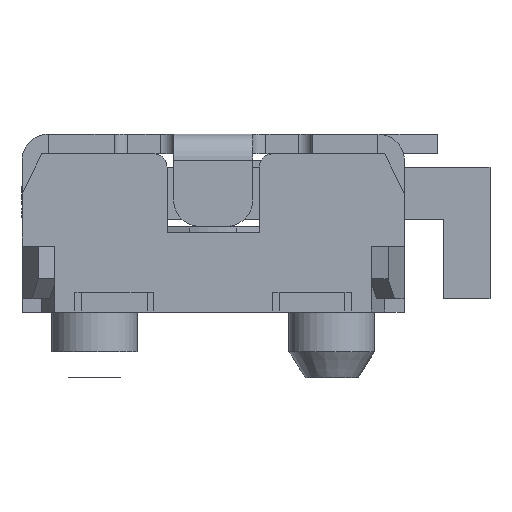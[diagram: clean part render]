
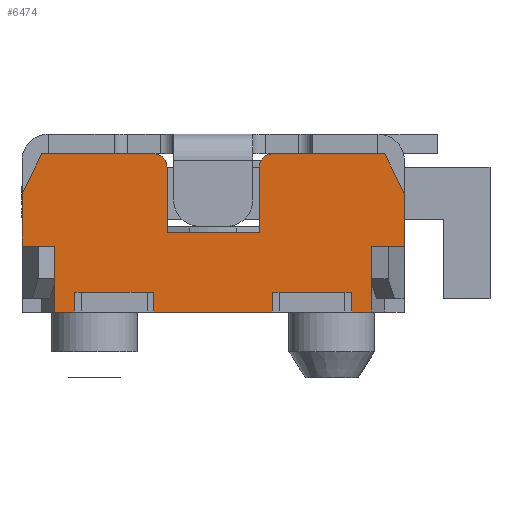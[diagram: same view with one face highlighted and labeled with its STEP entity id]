
A CAD part, left-side view. The second image highlights one B-rep face of the part: STEP entity #6474.
In plain terms, the highlighted planar face has unit normal (-1, 0, 0).
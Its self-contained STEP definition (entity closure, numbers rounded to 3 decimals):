
#522=LINE('',#9826,#1343);
#547=LINE('',#9875,#1368);
#559=LINE('',#9898,#1380);
#704=LINE('',#10245,#1525);
#707=LINE('',#10251,#1528);
#710=LINE('',#10255,#1531);
#711=LINE('',#10259,#1532);
#712=LINE('',#10260,#1533);
#713=LINE('',#10262,#1534);
#714=LINE('',#10264,#1535);
#715=LINE('',#10266,#1536);
#716=LINE('',#10270,#1537);
#717=LINE('',#10272,#1538);
#718=LINE('',#10274,#1539);
#719=LINE('',#10277,#1540);
#720=LINE('',#10278,#1541);
#721=LINE('',#10280,#1542);
#722=LINE('',#10282,#1543);
#723=LINE('',#10284,#1544);
#724=LINE('',#10286,#1545);
#725=LINE('',#10288,#1546);
#726=LINE('',#10289,#1547);
#1343=VECTOR('',#7990,10.);
#1368=VECTOR('',#8031,10.);
#1380=VECTOR('',#8053,10.);
#1525=VECTOR('',#8380,10.);
#1528=VECTOR('',#8385,10.);
#1531=VECTOR('',#8390,10.);
#1532=VECTOR('',#8395,10.);
#1533=VECTOR('',#8396,10.);
#1534=VECTOR('',#8397,10.);
#1535=VECTOR('',#8398,10.);
#1536=VECTOR('',#8399,10.);
#1537=VECTOR('',#8402,10.);
#1538=VECTOR('',#8403,10.);
#1539=VECTOR('',#8404,10.);
#1540=VECTOR('',#8407,10.);
#1541=VECTOR('',#8408,10.);
#1542=VECTOR('',#8409,10.);
#1543=VECTOR('',#8410,10.);
#1544=VECTOR('',#8411,10.);
#1545=VECTOR('',#8412,10.);
#1546=VECTOR('',#8413,10.);
#1547=VECTOR('',#8414,10.);
#1964=FACE_OUTER_BOUND('',#2288,.T.);
#2288=EDGE_LOOP('',(#5433,#5434,#5435,#5436,#5437,#5438,#5439,#5440,#5441,
#5442,#5443,#5444,#5445,#5446,#5447,#5448,#5449,#5450,#5451,#5452,#5453,
#5454,#5455,#5456));
#2500=CIRCLE('',#6944,0.1);
#2501=CIRCLE('',#6945,0.1);
#2866=VERTEX_POINT('',#9823);
#2867=VERTEX_POINT('',#9825);
#2882=VERTEX_POINT('',#9872);
#2883=VERTEX_POINT('',#9874);
#2888=VERTEX_POINT('',#9895);
#2889=VERTEX_POINT('',#9897);
#2997=VERTEX_POINT('',#10236);
#2998=VERTEX_POINT('',#10237);
#3000=VERTEX_POINT('',#10244);
#3002=VERTEX_POINT('',#10250);
#3003=VERTEX_POINT('',#10258);
#3004=VERTEX_POINT('',#10261);
#3005=VERTEX_POINT('',#10263);
#3006=VERTEX_POINT('',#10265);
#3007=VERTEX_POINT('',#10267);
#3008=VERTEX_POINT('',#10269);
#3009=VERTEX_POINT('',#10271);
#3010=VERTEX_POINT('',#10273);
#3011=VERTEX_POINT('',#10276);
#3012=VERTEX_POINT('',#10279);
#3013=VERTEX_POINT('',#10281);
#3014=VERTEX_POINT('',#10283);
#3015=VERTEX_POINT('',#10285);
#3016=VERTEX_POINT('',#10287);
#3645=EDGE_CURVE('',#2867,#2866,#522,.T.);
#3671=EDGE_CURVE('',#2883,#2882,#547,.T.);
#3683=EDGE_CURVE('',#2889,#2888,#559,.T.);
#3861=EDGE_CURVE('',#2997,#3000,#704,.T.);
#3864=EDGE_CURVE('',#3000,#3002,#707,.T.);
#3867=EDGE_CURVE('',#3002,#2998,#710,.T.);
#3868=EDGE_CURVE('',#2998,#3003,#711,.T.);
#3869=EDGE_CURVE('',#3003,#2883,#712,.T.);
#3870=EDGE_CURVE('',#2882,#3004,#713,.T.);
#3871=EDGE_CURVE('',#3004,#3005,#714,.T.);
#3872=EDGE_CURVE('',#3005,#3006,#715,.T.);
#3873=EDGE_CURVE('',#3007,#3006,#2500,.T.);
#3874=EDGE_CURVE('',#3007,#3008,#716,.T.);
#3875=EDGE_CURVE('',#3008,#3009,#717,.T.);
#3876=EDGE_CURVE('',#3009,#3010,#718,.T.);
#3877=EDGE_CURVE('',#2867,#3010,#2501,.T.);
#3878=EDGE_CURVE('',#2866,#3011,#719,.T.);
#3879=EDGE_CURVE('',#3011,#2889,#720,.T.);
#3880=EDGE_CURVE('',#2888,#3012,#721,.T.);
#3881=EDGE_CURVE('',#3012,#3013,#722,.T.);
#3882=EDGE_CURVE('',#3013,#3014,#723,.T.);
#3883=EDGE_CURVE('',#3014,#3015,#724,.T.);
#3884=EDGE_CURVE('',#3015,#3016,#725,.T.);
#3885=EDGE_CURVE('',#3016,#2997,#726,.T.);
#5433=ORIENTED_EDGE('',*,*,#3861,.T.);
#5434=ORIENTED_EDGE('',*,*,#3864,.T.);
#5435=ORIENTED_EDGE('',*,*,#3867,.T.);
#5436=ORIENTED_EDGE('',*,*,#3868,.T.);
#5437=ORIENTED_EDGE('',*,*,#3869,.T.);
#5438=ORIENTED_EDGE('',*,*,#3671,.T.);
#5439=ORIENTED_EDGE('',*,*,#3870,.T.);
#5440=ORIENTED_EDGE('',*,*,#3871,.T.);
#5441=ORIENTED_EDGE('',*,*,#3872,.T.);
#5442=ORIENTED_EDGE('',*,*,#3873,.F.);
#5443=ORIENTED_EDGE('',*,*,#3874,.T.);
#5444=ORIENTED_EDGE('',*,*,#3875,.T.);
#5445=ORIENTED_EDGE('',*,*,#3876,.T.);
#5446=ORIENTED_EDGE('',*,*,#3877,.F.);
#5447=ORIENTED_EDGE('',*,*,#3645,.T.);
#5448=ORIENTED_EDGE('',*,*,#3878,.T.);
#5449=ORIENTED_EDGE('',*,*,#3879,.T.);
#5450=ORIENTED_EDGE('',*,*,#3683,.T.);
#5451=ORIENTED_EDGE('',*,*,#3880,.T.);
#5452=ORIENTED_EDGE('',*,*,#3881,.T.);
#5453=ORIENTED_EDGE('',*,*,#3882,.T.);
#5454=ORIENTED_EDGE('',*,*,#3883,.T.);
#5455=ORIENTED_EDGE('',*,*,#3884,.T.);
#5456=ORIENTED_EDGE('',*,*,#3885,.T.);
#6157=PLANE('',#6943);
#6474=ADVANCED_FACE('',(#1964),#6157,.T.);
#6943=AXIS2_PLACEMENT_3D('',#10257,#8393,#8394);
#6944=AXIS2_PLACEMENT_3D('',#10268,#8400,#8401);
#6945=AXIS2_PLACEMENT_3D('',#10275,#8405,#8406);
#7990=DIRECTION('',(0.,1.,0.));
#8031=DIRECTION('',(0.,-1.,0.));
#8053=DIRECTION('',(0.,-1.,0.));
#8380=DIRECTION('',(0.,0.,1.));
#8385=DIRECTION('',(0.,-1.,0.));
#8390=DIRECTION('',(0.,0.,-1.));
#8393=DIRECTION('center_axis',(-1.,0.,0.));
#8394=DIRECTION('ref_axis',(0.,-1.,0.));
#8395=DIRECTION('',(0.,-1.,0.));
#8396=DIRECTION('',(0.,0.,1.));
#8397=DIRECTION('',(0.,0.,1.));
#8398=DIRECTION('',(0.,0.447,0.894));
#8399=DIRECTION('',(0.,1.,0.));
#8400=DIRECTION('center_axis',(1.,0.,0.));
#8401=DIRECTION('ref_axis',(0.,0.707,0.707));
#8402=DIRECTION('',(0.,0.,-1.));
#8403=DIRECTION('',(0.,1.,0.));
#8404=DIRECTION('',(0.,0.,1.));
#8405=DIRECTION('center_axis',(1.,0.,0.));
#8406=DIRECTION('ref_axis',(0.,-0.707,0.707));
#8407=DIRECTION('',(0.,0.447,-0.894));
#8408=DIRECTION('',(0.,0.,-1.));
#8409=DIRECTION('',(0.,0.,-1.));
#8410=DIRECTION('',(0.,-1.,0.));
#8411=DIRECTION('',(0.,0.,1.));
#8412=DIRECTION('',(0.,-1.,0.));
#8413=DIRECTION('',(0.,0.,-1.));
#8414=DIRECTION('',(0.,-1.,0.));
#9823=CARTESIAN_POINT('',(-1.217,1.506,0.704));
#9825=CARTESIAN_POINT('',(-1.217,0.656,0.704));
#9826=CARTESIAN_POINT('',(-1.217,-1.244,0.704));
#9872=CARTESIAN_POINT('',(-1.217,-1.244,0.004));
#9874=CARTESIAN_POINT('',(-1.217,-0.994,0.004));
#9875=CARTESIAN_POINT('',(-1.217,-0.994,0.004));
#9895=CARTESIAN_POINT('',(-1.217,1.406,0.004));
#9897=CARTESIAN_POINT('',(-1.217,1.656,0.004));
#9898=CARTESIAN_POINT('',(-1.217,1.656,0.004));
#10236=CARTESIAN_POINT('',(-1.217,-0.244,-0.496));
#10237=CARTESIAN_POINT('',(-1.217,-0.844,-0.496));
#10244=CARTESIAN_POINT('',(-1.217,-0.244,-0.346));
#10245=CARTESIAN_POINT('',(-1.217,-0.244,-0.121));
#10250=CARTESIAN_POINT('',(-1.217,-0.844,-0.346));
#10251=CARTESIAN_POINT('',(-1.217,-0.319,-0.346));
#10255=CARTESIAN_POINT('',(-1.217,-0.844,-0.196));
#10257=CARTESIAN_POINT('Origin',(-1.217,0.206,0.104));
#10258=CARTESIAN_POINT('',(-1.217,-0.994,-0.496));
#10259=CARTESIAN_POINT('',(-1.217,1.406,-0.496));
#10260=CARTESIAN_POINT('',(-1.217,-0.994,-0.496));
#10261=CARTESIAN_POINT('',(-1.217,-1.244,0.404));
#10262=CARTESIAN_POINT('',(-1.217,-1.244,0.004));
#10263=CARTESIAN_POINT('',(-1.217,-1.093,0.704));
#10264=CARTESIAN_POINT('',(-1.217,-1.083,0.724));
#10265=CARTESIAN_POINT('',(-1.217,-0.244,0.704));
#10266=CARTESIAN_POINT('',(-1.217,-1.244,0.704));
#10267=CARTESIAN_POINT('',(-1.217,-0.144,0.604));
#10268=CARTESIAN_POINT('Origin',(-1.217,-0.244,0.604));
#10269=CARTESIAN_POINT('',(-1.217,-0.144,0.104));
#10270=CARTESIAN_POINT('',(-1.217,-0.144,0.404));
#10271=CARTESIAN_POINT('',(-1.217,0.556,0.104));
#10272=CARTESIAN_POINT('',(-1.217,0.031,0.104));
#10273=CARTESIAN_POINT('',(-1.217,0.556,0.604));
#10274=CARTESIAN_POINT('',(-1.217,0.556,0.104));
#10275=CARTESIAN_POINT('Origin',(-1.217,0.656,0.604));
#10276=CARTESIAN_POINT('',(-1.217,1.656,0.404));
#10277=CARTESIAN_POINT('',(-1.217,1.496,0.724));
#10278=CARTESIAN_POINT('',(-1.217,1.656,0.704));
#10279=CARTESIAN_POINT('',(-1.217,1.406,-0.496));
#10280=CARTESIAN_POINT('',(-1.217,1.406,0.004));
#10281=CARTESIAN_POINT('',(-1.217,1.256,-0.496));
#10282=CARTESIAN_POINT('',(-1.217,1.406,-0.496));
#10283=CARTESIAN_POINT('',(-1.217,1.256,-0.346));
#10284=CARTESIAN_POINT('',(-1.217,1.256,-0.121));
#10285=CARTESIAN_POINT('',(-1.217,0.656,-0.346));
#10286=CARTESIAN_POINT('',(-1.217,0.431,-0.346));
#10287=CARTESIAN_POINT('',(-1.217,0.656,-0.496));
#10288=CARTESIAN_POINT('',(-1.217,0.656,-0.196));
#10289=CARTESIAN_POINT('',(-1.217,1.406,-0.496));
